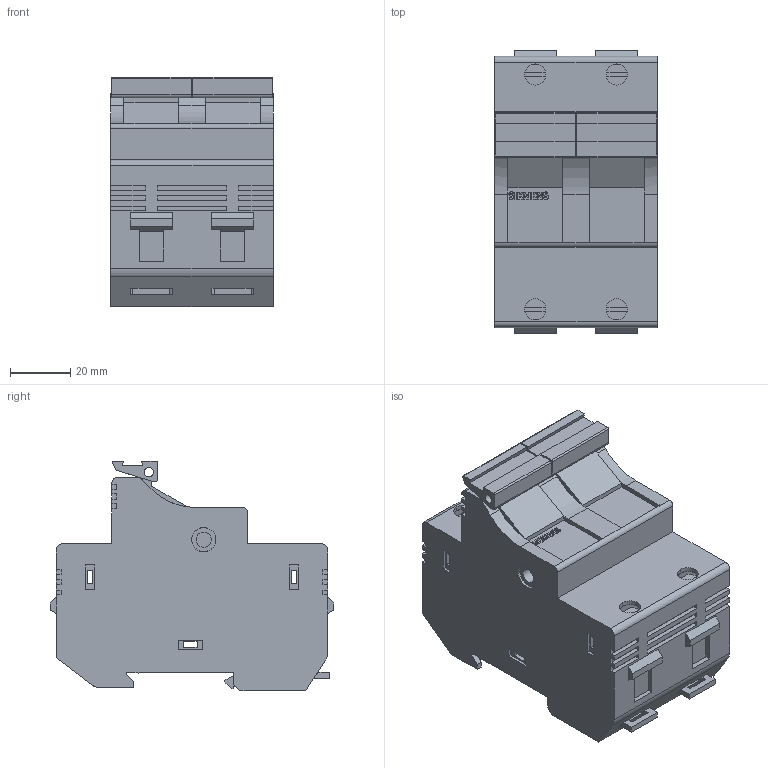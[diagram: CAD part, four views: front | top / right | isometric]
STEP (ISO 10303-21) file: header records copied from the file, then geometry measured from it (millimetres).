
FILE_DESCRIPTION(('STEP AP214'),'1');
FILE_NAME('cctmp_14DB2E50-FAFB-47E7-AA3C-2C95CF455E90_2023_04_14_20_04_56_0793..stp','2023-04-14T18:04:57',('SIEMENS A&D'),('CADClick - www.CADClick.com'),'Spatial InterOp 3D postprocessed',' ','unknown authorization');
FILE_SCHEMA(('AUTOMOTIVE_DESIGN'));
Length unit declared in the file: millimetre
Products named in the file (1): 2023_04_14_20_04_56_0777
Bounding box: 54 x 94 x 76.1 mm (x, y, z)
Volume: 242633.4 mm3; surface area: 44554.2 mm2
Topology: 1 solids, 10 shells, 746 faces, 2001 edges, 1320 vertices
Faces by surface type: plane 652, cylinder 86, extrusion 8
Entity records: 25466 total; most frequent: CARTESIAN_POINT 4308, ORIENTED_EDGE 4002, DIRECTION 3673, EDGE_CURVE 2001, VECTOR 1791, LINE 1783, VERTEX_POINT 1320, AXIS2_PLACEMENT_3D 941
